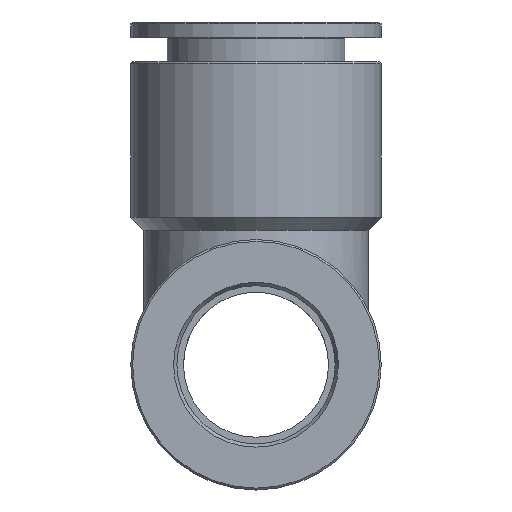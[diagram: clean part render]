
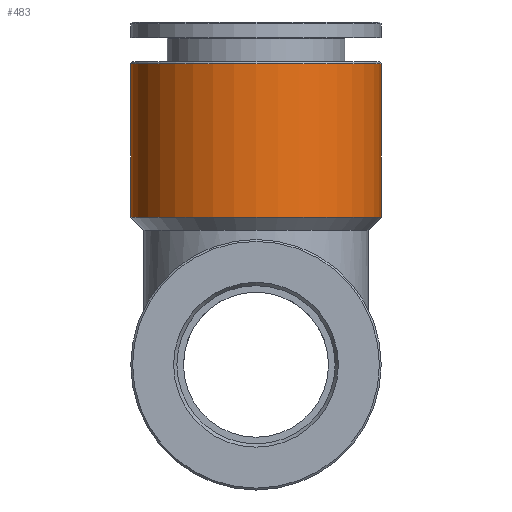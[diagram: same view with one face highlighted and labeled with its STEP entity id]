
A CAD part, left-side view. The second image highlights one B-rep face of the part: STEP entity #483.
In plain terms, the highlighted cylindrical face has radius 9.5 mm (diameter 19 mm), a full revolution.
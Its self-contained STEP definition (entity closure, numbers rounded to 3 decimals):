
#84=ORIENTED_EDGE('',*,*,#163,.F.);
#85=ORIENTED_EDGE('',*,*,#162,.T.);
#162=EDGE_CURVE('',#208,#208,#250,.T.);
#163=EDGE_CURVE('',#209,#209,#251,.T.);
#208=VERTEX_POINT('',#848);
#209=VERTEX_POINT('',#851);
#250=CIRCLE('',#558,9.5);
#251=CIRCLE('',#560,9.5);
#307=EDGE_LOOP('',(#84));
#308=EDGE_LOOP('',(#85));
#395=FACE_BOUND('',#307,.T.);
#396=FACE_BOUND('',#308,.T.);
#459=CYLINDRICAL_SURFACE('',#559,9.5);
#483=ADVANCED_FACE('',(#395,#396),#459,.T.);
#558=AXIS2_PLACEMENT_3D('',#847,#682,#683);
#559=AXIS2_PLACEMENT_3D('',#849,#684,#685);
#560=AXIS2_PLACEMENT_3D('',#850,#686,#687);
#682=DIRECTION('',(0.,0.,1.));
#683=DIRECTION('',(1.,0.,0.));
#684=DIRECTION('',(0.,0.,1.));
#685=DIRECTION('',(1.,0.,0.));
#686=DIRECTION('',(0.,0.,1.));
#687=DIRECTION('',(1.,0.,0.));
#847=CARTESIAN_POINT('',(0.,0.,11.2));
#848=CARTESIAN_POINT('',(9.5,0.,11.2));
#849=CARTESIAN_POINT('',(0.,0.,26.));
#850=CARTESIAN_POINT('',(0.,0.,22.827));
#851=CARTESIAN_POINT('',(9.5,0.,22.827));
